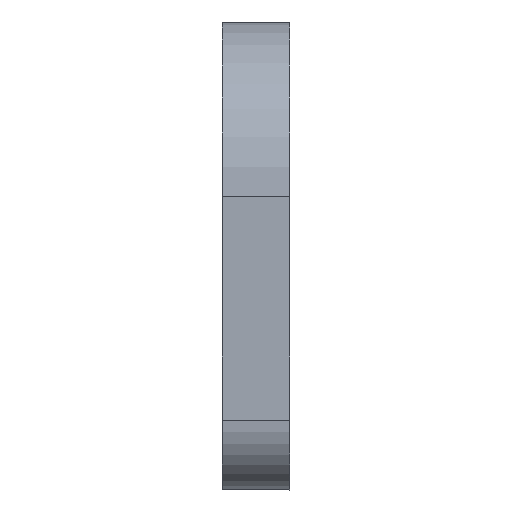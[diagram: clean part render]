
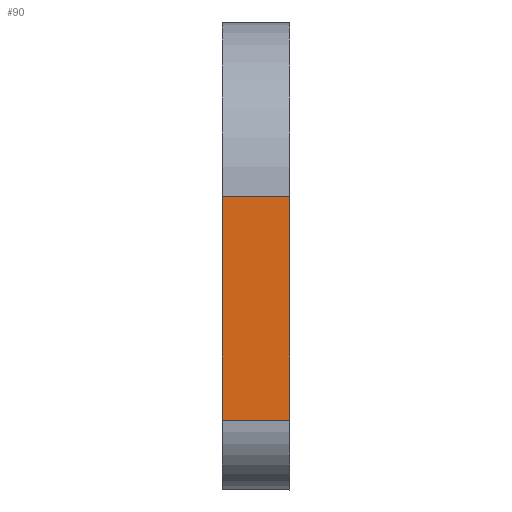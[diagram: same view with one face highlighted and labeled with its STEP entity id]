
A CAD part, left-side view. The second image highlights one B-rep face of the part: STEP entity #90.
In plain terms, the highlighted planar face has unit normal (-1, 0, 0).
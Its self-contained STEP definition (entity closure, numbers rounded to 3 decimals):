
#61 = EDGE_CURVE('',#62,#64,#66,.T.);
#62 = VERTEX_POINT('',#63);
#63 = CARTESIAN_POINT('',(-97.,0.,33.5));
#64 = VERTEX_POINT('',#65);
#65 = CARTESIAN_POINT('',(-97.,7.75,33.5));
#66 = LINE('',#67,#68);
#67 = CARTESIAN_POINT('',(-97.,0.,33.5));
#68 = VECTOR('',#69,1.);
#69 = DIRECTION('',(0.,1.,0.));
#90 = ADVANCED_FACE('',(#91),#116,.T.);
#91 = FACE_BOUND('',#92,.T.);
#92 = EDGE_LOOP('',(#93,#94,#102,#110));
#93 = ORIENTED_EDGE('',*,*,#61,.T.);
#94 = ORIENTED_EDGE('',*,*,#95,.T.);
#95 = EDGE_CURVE('',#64,#96,#98,.T.);
#96 = VERTEX_POINT('',#97);
#97 = CARTESIAN_POINT('',(-97.,7.75,8.));
#98 = LINE('',#99,#100);
#99 = CARTESIAN_POINT('',(-97.,7.75,33.5));
#100 = VECTOR('',#101,1.);
#101 = DIRECTION('',(0.,0.,-1.));
#102 = ORIENTED_EDGE('',*,*,#103,.F.);
#103 = EDGE_CURVE('',#104,#96,#106,.T.);
#104 = VERTEX_POINT('',#105);
#105 = CARTESIAN_POINT('',(-97.,0.,8.));
#106 = LINE('',#107,#108);
#107 = CARTESIAN_POINT('',(-97.,0.,8.));
#108 = VECTOR('',#109,1.);
#109 = DIRECTION('',(0.,1.,0.));
#110 = ORIENTED_EDGE('',*,*,#111,.F.);
#111 = EDGE_CURVE('',#62,#104,#112,.T.);
#112 = LINE('',#113,#114);
#113 = CARTESIAN_POINT('',(-97.,0.,33.5));
#114 = VECTOR('',#115,1.);
#115 = DIRECTION('',(0.,0.,-1.));
#116 = PLANE('',#117);
#117 = AXIS2_PLACEMENT_3D('',#118,#119,#120);
#118 = CARTESIAN_POINT('',(-97.,0.,33.5));
#119 = DIRECTION('',(-1.,0.,0.));
#120 = DIRECTION('',(0.,0.,-1.));
